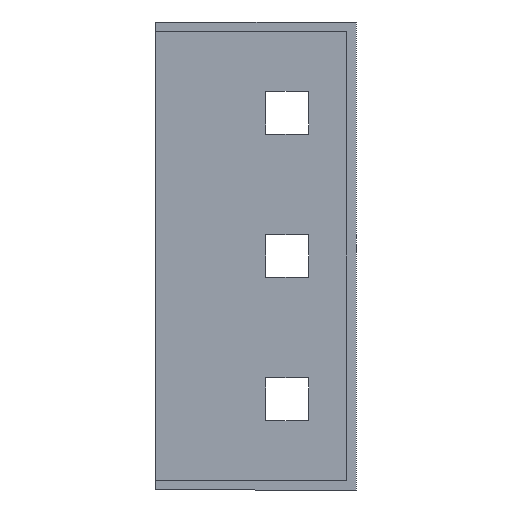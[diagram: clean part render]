
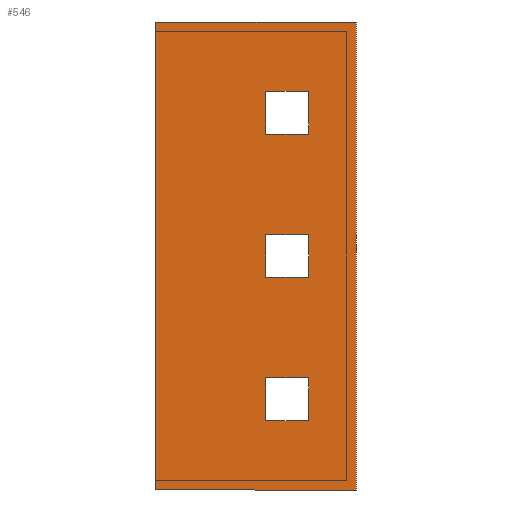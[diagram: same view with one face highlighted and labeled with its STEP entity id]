
A CAD part, left-side view. The second image highlights one B-rep face of the part: STEP entity #546.
In plain terms, the highlighted planar face has unit normal (-1, 0, 0).
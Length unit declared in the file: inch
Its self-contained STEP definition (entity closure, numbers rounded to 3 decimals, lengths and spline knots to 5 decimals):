
#7 = DIRECTION ( 'NONE',  ( 0., 1., 0. ) ) ;
#9 = FACE_BOUND ( 'NONE', #243, .T. ) ;
#17 = VERTEX_POINT ( 'NONE', #1039 ) ;
#27 = VECTOR ( 'NONE', #7, 39.37008 ) ;
#33 = EDGE_CURVE ( 'NONE', #1133, #832, #200, .T. ) ;
#41 = VECTOR ( 'NONE', #969, 39.37008 ) ;
#51 = CARTESIAN_POINT ( 'NONE',  ( -13.36614, 0.74803, 13.07043 ) ) ;
#59 = VECTOR ( 'NONE', #891, 39.37008 ) ;
#64 = LINE ( 'NONE', #149, #41 ) ;
#66 = ORIENTED_EDGE ( 'NONE', *, *, #349, .T. ) ;
#73 = ORIENTED_EDGE ( 'NONE', *, *, #779, .T. ) ;
#75 = EDGE_CURVE ( 'NONE', #832, #327, #736, .T. ) ;
#82 = VECTOR ( 'NONE', #682, 39.37008 ) ;
#104 = ORIENTED_EDGE ( 'NONE', *, *, #139, .T. ) ;
#109 = CARTESIAN_POINT ( 'NONE',  ( -13.36614, 0.3937, 1.35827 ) ) ;
#113 = CARTESIAN_POINT ( 'NONE',  ( -13.36614, 0., -1.35827 ) ) ;
#126 = LINE ( 'NONE', #190, #1051 ) ;
#129 = ORIENTED_EDGE ( 'NONE', *, *, #816, .T. ) ;
#133 = VERTEX_POINT ( 'NONE', #1187 ) ;
#139 = EDGE_CURVE ( 'NONE', #938, #463, #460, .T. ) ;
#147 = LINE ( 'NONE', #777, #59 ) ;
#149 = CARTESIAN_POINT ( 'NONE',  ( -13.36614, 0., 1.00394 ) ) ;
#151 = CARTESIAN_POINT ( 'NONE',  ( -13.36614, 0.3937, -1.35827 ) ) ;
#153 = CARTESIAN_POINT ( 'NONE',  ( -13.36614, 0.74803, -0.17717 ) ) ;
#159 = LINE ( 'NONE', #983, #802 ) ;
#162 = ORIENTED_EDGE ( 'NONE', *, *, #538, .T. ) ;
#174 = LINE ( 'NONE', #548, #881 ) ;
#177 = VECTOR ( 'NONE', #1180, 39.37008 ) ;
#188 = EDGE_LOOP ( 'NONE', ( #1120, #661, #1026, #66 ) ) ;
#190 = CARTESIAN_POINT ( 'NONE',  ( -13.36614, 0.3937, 13.07043 ) ) ;
#195 = ORIENTED_EDGE ( 'NONE', *, *, #907, .T. ) ;
#197 = CARTESIAN_POINT ( 'NONE',  ( -13.36614, 1.65354, 13.07043 ) ) ;
#200 = LINE ( 'NONE', #394, #237 ) ;
#212 = DIRECTION ( 'NONE',  ( -1., 0., 0. ) ) ;
#213 = VERTEX_POINT ( 'NONE', #313 ) ;
#233 = DIRECTION ( 'NONE',  ( 0., 0., 1. ) ) ;
#235 = VERTEX_POINT ( 'NONE', #869 ) ;
#237 = VECTOR ( 'NONE', #305, 39.37008 ) ;
#243 = EDGE_LOOP ( 'NONE', ( #1088, #609, #162, #129 ) ) ;
#245 = LINE ( 'NONE', #314, #82 ) ;
#257 = EDGE_CURVE ( 'NONE', #615, #277, #126, .T. ) ;
#277 = VERTEX_POINT ( 'NONE', #843 ) ;
#285 = VERTEX_POINT ( 'NONE', #588 ) ;
#303 = FACE_BOUND ( 'NONE', #585, .T. ) ;
#305 = DIRECTION ( 'NONE',  ( 0., 0., 1. ) ) ;
#313 = CARTESIAN_POINT ( 'NONE',  ( -13.36614, 1.65354, 1.92913 ) ) ;
#314 = CARTESIAN_POINT ( 'NONE',  ( -13.36614, 0., -0.17717 ) ) ;
#327 = VERTEX_POINT ( 'NONE', #752 ) ;
#335 = VECTOR ( 'NONE', #1111, 39.37008 ) ;
#338 = VECTOR ( 'NONE', #909, 39.37008 ) ;
#345 = CARTESIAN_POINT ( 'NONE',  ( -13.36614, 1.65354, -1.92913 ) ) ;
#349 = EDGE_CURVE ( 'NONE', #213, #1092, #1028, .T. ) ;
#358 = EDGE_CURVE ( 'NONE', #285, #235, #850, .T. ) ;
#384 = FACE_BOUND ( 'NONE', #515, .T. ) ;
#390 = CARTESIAN_POINT ( 'NONE',  ( -13.36614, 0., 0. ) ) ;
#394 = CARTESIAN_POINT ( 'NONE',  ( -13.36614, 0.74803, 13.07043 ) ) ;
#398 = CARTESIAN_POINT ( 'NONE',  ( -13.36614, 0.74803, -1.35827 ) ) ;
#440 = CARTESIAN_POINT ( 'NONE',  ( -13.36614, 0.3937, -1.00394 ) ) ;
#459 = CARTESIAN_POINT ( 'NONE',  ( -13.36614, 0.74803, 0.17717 ) ) ;
#460 = LINE ( 'NONE', #1005, #741 ) ;
#463 = VERTEX_POINT ( 'NONE', #151 ) ;
#483 = DIRECTION ( 'NONE',  ( 0., 0., -1. ) ) ;
#515 = EDGE_LOOP ( 'NONE', ( #73, #195, #104, #931 ) ) ;
#538 = EDGE_CURVE ( 'NONE', #327, #989, #864, .T. ) ;
#541 = CARTESIAN_POINT ( 'NONE',  ( -13.36614, 0., -1.92913 ) ) ;
#546 = ADVANCED_FACE ( 'NONE', ( #9, #303, #384, #674 ), #589, .T. ) ;
#548 = CARTESIAN_POINT ( 'NONE',  ( -13.36614, 0., -1.00394 ) ) ;
#551 = VERTEX_POINT ( 'NONE', #398 ) ;
#553 = VECTOR ( 'NONE', #1122, 39.37008 ) ;
#570 = ORIENTED_EDGE ( 'NONE', *, *, #782, .T. ) ;
#585 = EDGE_LOOP ( 'NONE', ( #1160, #570, #846, #785 ) ) ;
#588 = CARTESIAN_POINT ( 'NONE',  ( -13.36614, 0., -1.92913 ) ) ;
#589 = PLANE ( 'NONE',  #841 ) ;
#609 = ORIENTED_EDGE ( 'NONE', *, *, #75, .T. ) ;
#615 = VERTEX_POINT ( 'NONE', #109 ) ;
#626 = LINE ( 'NONE', #541, #338 ) ;
#627 = DIRECTION ( 'NONE',  ( 0., 0., -1. ) ) ;
#661 = ORIENTED_EDGE ( 'NONE', *, *, #358, .T. ) ;
#672 = CARTESIAN_POINT ( 'NONE',  ( -13.36614, 0.3937, -0.17717 ) ) ;
#674 = FACE_OUTER_BOUND ( 'NONE', #188, .T. ) ;
#678 = DIRECTION ( 'NONE',  ( 0., 0., -1. ) ) ;
#682 = DIRECTION ( 'NONE',  ( 0., 1., 0. ) ) ;
#689 = DIRECTION ( 'NONE',  ( 0., 0., 1. ) ) ;
#736 = LINE ( 'NONE', #817, #177 ) ;
#741 = VECTOR ( 'NONE', #627, 39.37008 ) ;
#747 = CARTESIAN_POINT ( 'NONE',  ( -13.36614, 0.3937, 13.07043 ) ) ;
#752 = CARTESIAN_POINT ( 'NONE',  ( -13.36614, 0.3937, 0.17717 ) ) ;
#760 = EDGE_CURVE ( 'NONE', #17, #1061, #874, .T. ) ;
#777 = CARTESIAN_POINT ( 'NONE',  ( -13.36614, 0., 1.35827 ) ) ;
#779 = EDGE_CURVE ( 'NONE', #551, #133, #798, .T. ) ;
#782 = EDGE_CURVE ( 'NONE', #1061, #615, #147, .T. ) ;
#785 = ORIENTED_EDGE ( 'NONE', *, *, #1083, .T. ) ;
#788 = CARTESIAN_POINT ( 'NONE',  ( -13.36614, 0.74803, 13.07043 ) ) ;
#798 = LINE ( 'NONE', #788, #1105 ) ;
#802 = VECTOR ( 'NONE', #806, 39.37008 ) ;
#806 = DIRECTION ( 'NONE',  ( 0., -1., 0. ) ) ;
#816 = EDGE_CURVE ( 'NONE', #989, #1133, #245, .T. ) ;
#817 = CARTESIAN_POINT ( 'NONE',  ( -13.36614, 0., 0.17717 ) ) ;
#832 = VERTEX_POINT ( 'NONE', #459 ) ;
#841 = AXIS2_PLACEMENT_3D ( 'NONE', #1021, #212, #851 ) ;
#843 = CARTESIAN_POINT ( 'NONE',  ( -13.36614, 0.3937, 1.00394 ) ) ;
#846 = ORIENTED_EDGE ( 'NONE', *, *, #257, .T. ) ;
#850 = LINE ( 'NONE', #390, #553 ) ;
#851 = DIRECTION ( 'NONE',  ( 0., 0., 1. ) ) ;
#856 = CARTESIAN_POINT ( 'NONE',  ( -13.36614, 0.74803, 1.35827 ) ) ;
#864 = LINE ( 'NONE', #747, #335 ) ;
#869 = CARTESIAN_POINT ( 'NONE',  ( -13.36614, 0., 1.92913 ) ) ;
#874 = LINE ( 'NONE', #51, #957 ) ;
#880 = VECTOR ( 'NONE', #483, 39.37008 ) ;
#881 = VECTOR ( 'NONE', #1014, 39.37008 ) ;
#891 = DIRECTION ( 'NONE',  ( 0., -1., 0. ) ) ;
#907 = EDGE_CURVE ( 'NONE', #133, #938, #174, .T. ) ;
#909 = DIRECTION ( 'NONE',  ( 0., -1., 0. ) ) ;
#931 = ORIENTED_EDGE ( 'NONE', *, *, #1031, .T. ) ;
#938 = VERTEX_POINT ( 'NONE', #440 ) ;
#955 = EDGE_CURVE ( 'NONE', #1092, #285, #626, .T. ) ;
#957 = VECTOR ( 'NONE', #689, 39.37008 ) ;
#969 = DIRECTION ( 'NONE',  ( 0., 1., 0. ) ) ;
#983 = CARTESIAN_POINT ( 'NONE',  ( -13.36614, 0., 1.92913 ) ) ;
#989 = VERTEX_POINT ( 'NONE', #672 ) ;
#1005 = CARTESIAN_POINT ( 'NONE',  ( -13.36614, 0.3937, 13.07043 ) ) ;
#1014 = DIRECTION ( 'NONE',  ( 0., -1., 0. ) ) ;
#1021 = CARTESIAN_POINT ( 'NONE',  ( -13.36614, 0., 13.07043 ) ) ;
#1026 = ORIENTED_EDGE ( 'NONE', *, *, #1167, .F. ) ;
#1028 = LINE ( 'NONE', #197, #880 ) ;
#1031 = EDGE_CURVE ( 'NONE', #463, #551, #1034, .T. ) ;
#1034 = LINE ( 'NONE', #113, #27 ) ;
#1039 = CARTESIAN_POINT ( 'NONE',  ( -13.36614, 0.74803, 1.00394 ) ) ;
#1051 = VECTOR ( 'NONE', #678, 39.37008 ) ;
#1061 = VERTEX_POINT ( 'NONE', #856 ) ;
#1083 = EDGE_CURVE ( 'NONE', #277, #17, #64, .T. ) ;
#1088 = ORIENTED_EDGE ( 'NONE', *, *, #33, .T. ) ;
#1092 = VERTEX_POINT ( 'NONE', #345 ) ;
#1105 = VECTOR ( 'NONE', #233, 39.37008 ) ;
#1111 = DIRECTION ( 'NONE',  ( 0., 0., -1. ) ) ;
#1120 = ORIENTED_EDGE ( 'NONE', *, *, #955, .T. ) ;
#1122 = DIRECTION ( 'NONE',  ( 0., 0., 1. ) ) ;
#1133 = VERTEX_POINT ( 'NONE', #153 ) ;
#1160 = ORIENTED_EDGE ( 'NONE', *, *, #760, .T. ) ;
#1167 = EDGE_CURVE ( 'NONE', #213, #235, #159, .T. ) ;
#1180 = DIRECTION ( 'NONE',  ( 0., -1., 0. ) ) ;
#1187 = CARTESIAN_POINT ( 'NONE',  ( -13.36614, 0.74803, -1.00394 ) ) ;
